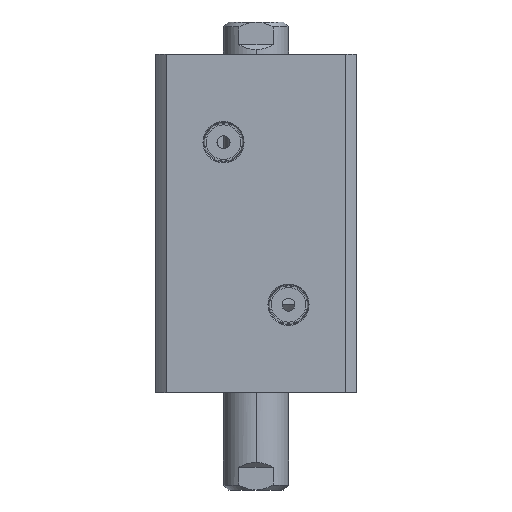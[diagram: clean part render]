
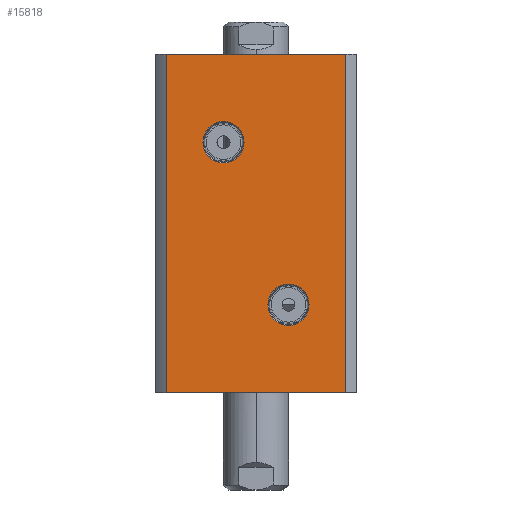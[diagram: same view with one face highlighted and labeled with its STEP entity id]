
A CAD part, left-side view. The second image highlights one B-rep face of the part: STEP entity #15818.
In plain terms, the highlighted planar face has unit normal (-1, 0, 0).
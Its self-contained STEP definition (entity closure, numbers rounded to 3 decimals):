
#333 = ORIENTED_EDGE ( 'NONE', *, *, #21289, .T. ) ;
#873 = AXIS2_PLACEMENT_3D ( 'NONE', #2456, #23136, #10620 ) ;
#1044 = EDGE_CURVE ( 'NONE', #4777, #6267, #5662, .T. ) ;
#1053 = DIRECTION ( 'NONE',  ( 0., 0., 1. ) ) ;
#1735 = DIRECTION ( 'NONE',  ( -1., 0., 0. ) ) ;
#1781 = AXIS2_PLACEMENT_3D ( 'NONE', #16500, #1735, #14247 ) ;
#2456 = CARTESIAN_POINT ( 'NONE',  ( -31., 10., 25. ) ) ;
#3116 = VERTEX_POINT ( 'NONE', #15024 ) ;
#3236 = CARTESIAN_POINT ( 'NONE',  ( -31., 27.591, 52. ) ) ;
#3646 = ORIENTED_EDGE ( 'NONE', *, *, #17965, .T. ) ;
#4052 = ORIENTED_EDGE ( 'NONE', *, *, #5624, .F. ) ;
#4357 = PLANE ( 'NONE',  #25864 ) ;
#4393 = VECTOR ( 'NONE', #22775, 1000. ) ;
#4566 = CARTESIAN_POINT ( 'NONE',  ( -31., -10., -18.665 ) ) ;
#4777 = VERTEX_POINT ( 'NONE', #18265 ) ;
#5141 = DIRECTION ( 'NONE',  ( 0., 0., -1. ) ) ;
#5624 = EDGE_CURVE ( 'NONE', #3116, #26284, #25278, .T. ) ;
#5662 = LINE ( 'NONE', #10179, #4393 ) ;
#6267 = VERTEX_POINT ( 'NONE', #23978 ) ;
#6810 = VERTEX_POINT ( 'NONE', #16742 ) ;
#7310 = ORIENTED_EDGE ( 'NONE', *, *, #24275, .F. ) ;
#8134 = VECTOR ( 'NONE', #12055, 1000. ) ;
#8149 = EDGE_LOOP ( 'NONE', ( #333, #16903, #19942, #3646 ) ) ;
#8947 = EDGE_LOOP ( 'NONE', ( #7310, #9803 ) ) ;
#9224 = AXIS2_PLACEMENT_3D ( 'NONE', #17430, #19515, #1053 ) ;
#9803 = ORIENTED_EDGE ( 'NONE', *, *, #18682, .F. ) ;
#10179 = CARTESIAN_POINT ( 'NONE',  ( -31., -27.591, 52. ) ) ;
#10386 = VECTOR ( 'NONE', #12301, 1000. ) ;
#10620 = DIRECTION ( 'NONE',  ( 0., 0., 1. ) ) ;
#10728 = CARTESIAN_POINT ( 'NONE',  ( -31., 10., 31.335 ) ) ;
#10741 = EDGE_LOOP ( 'NONE', ( #12683, #4052 ) ) ;
#11055 = DIRECTION ( 'NONE',  ( 1., 0., 0. ) ) ;
#12055 = DIRECTION ( 'NONE',  ( 0., -1., 0. ) ) ;
#12301 = DIRECTION ( 'NONE',  ( 0., -1., 0. ) ) ;
#12683 = ORIENTED_EDGE ( 'NONE', *, *, #15616, .F. ) ;
#12799 = CARTESIAN_POINT ( 'NONE',  ( -31., 27.591, 52. ) ) ;
#13744 = DIRECTION ( 'NONE',  ( 0., 0., 1. ) ) ;
#13987 = CARTESIAN_POINT ( 'NONE',  ( -31., 27.591, -52. ) ) ;
#14247 = DIRECTION ( 'NONE',  ( 0., 0., 1. ) ) ;
#15024 = CARTESIAN_POINT ( 'NONE',  ( -31., -10., -31.335 ) ) ;
#15616 = EDGE_CURVE ( 'NONE', #26284, #3116, #25683, .T. ) ;
#15818 = ADVANCED_FACE ( 'NONE', ( #21422, #22077, #20100 ), #4357, .F. ) ;
#15906 = AXIS2_PLACEMENT_3D ( 'NONE', #24102, #19984, #13744 ) ;
#16134 = CARTESIAN_POINT ( 'NONE',  ( -31., 27.591, 52. ) ) ;
#16185 = LINE ( 'NONE', #16299, #10386 ) ;
#16217 = VERTEX_POINT ( 'NONE', #10728 ) ;
#16299 = CARTESIAN_POINT ( 'NONE',  ( -31., 27.591, -52. ) ) ;
#16500 = CARTESIAN_POINT ( 'NONE',  ( -31., -10., -25. ) ) ;
#16742 = CARTESIAN_POINT ( 'NONE',  ( -31., 10., 18.665 ) ) ;
#16903 = ORIENTED_EDGE ( 'NONE', *, *, #1044, .F. ) ;
#17430 = CARTESIAN_POINT ( 'NONE',  ( -31., 10., 25. ) ) ;
#17441 = CIRCLE ( 'NONE', #9224, 6.335 ) ;
#17702 = EDGE_CURVE ( 'NONE', #18171, #4777, #19111, .T. ) ;
#17965 = EDGE_CURVE ( 'NONE', #18171, #25455, #22688, .T. ) ;
#18171 = VERTEX_POINT ( 'NONE', #26013 ) ;
#18265 = CARTESIAN_POINT ( 'NONE',  ( -31., -27.591, 52. ) ) ;
#18682 = EDGE_CURVE ( 'NONE', #6810, #16217, #17441, .T. ) ;
#18732 = CIRCLE ( 'NONE', #873, 6.335 ) ;
#19111 = LINE ( 'NONE', #16134, #8134 ) ;
#19515 = DIRECTION ( 'NONE',  ( -1., 0., 0. ) ) ;
#19942 = ORIENTED_EDGE ( 'NONE', *, *, #17702, .F. ) ;
#19984 = DIRECTION ( 'NONE',  ( -1., 0., 0. ) ) ;
#20100 = FACE_OUTER_BOUND ( 'NONE', #8149, .T. ) ;
#21289 = EDGE_CURVE ( 'NONE', #25455, #6267, #16185, .T. ) ;
#21422 = FACE_BOUND ( 'NONE', #8947, .T. ) ;
#21690 = VECTOR ( 'NONE', #5141, 1000. ) ;
#22077 = FACE_BOUND ( 'NONE', #10741, .T. ) ;
#22688 = LINE ( 'NONE', #3236, #21690 ) ;
#22775 = DIRECTION ( 'NONE',  ( 0., 0., -1. ) ) ;
#23136 = DIRECTION ( 'NONE',  ( -1., 0., 0. ) ) ;
#23978 = CARTESIAN_POINT ( 'NONE',  ( -31., -27.591, -52. ) ) ;
#24102 = CARTESIAN_POINT ( 'NONE',  ( -31., -10., -25. ) ) ;
#24275 = EDGE_CURVE ( 'NONE', #16217, #6810, #18732, .T. ) ;
#25278 = CIRCLE ( 'NONE', #15906, 6.335 ) ;
#25455 = VERTEX_POINT ( 'NONE', #13987 ) ;
#25486 = DIRECTION ( 'NONE',  ( 0., 1., 0. ) ) ;
#25683 = CIRCLE ( 'NONE', #1781, 6.335 ) ;
#25864 = AXIS2_PLACEMENT_3D ( 'NONE', #12799, #11055, #25486 ) ;
#26013 = CARTESIAN_POINT ( 'NONE',  ( -31., 27.591, 52. ) ) ;
#26284 = VERTEX_POINT ( 'NONE', #4566 ) ;
